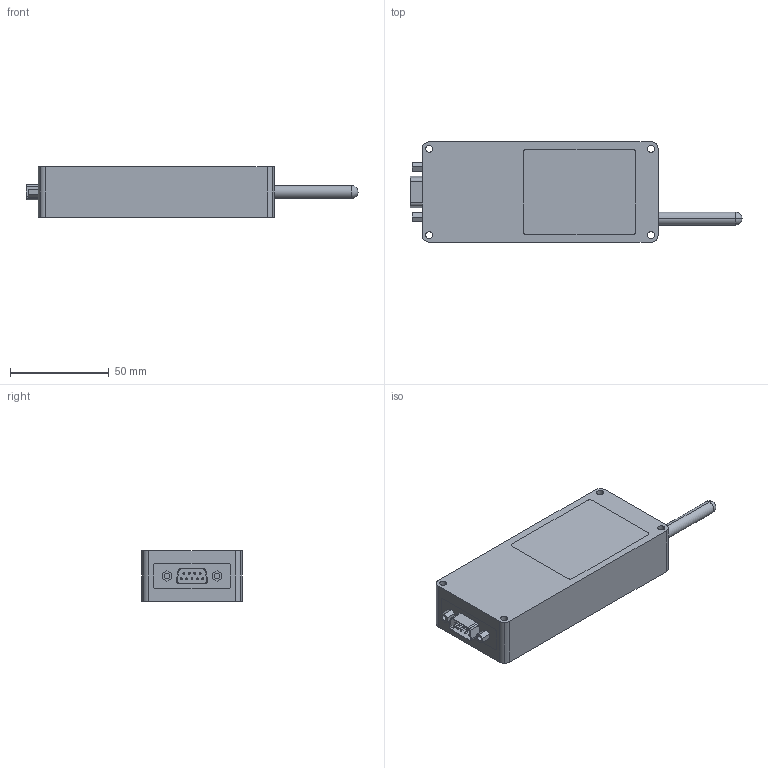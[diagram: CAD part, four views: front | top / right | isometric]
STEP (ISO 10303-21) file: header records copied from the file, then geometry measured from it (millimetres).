
FILE_DESCRIPTION((''),'2;1');
FILE_NAME('rcmodem.stp','2002-01-13T13:23:31',('Administrator'),(''),'Autodesk Inventor (tm) 3.0','Autodesk Inventor (tm) 3.0','');
FILE_SCHEMA(('CONFIG_CONTROL_DESIGN'));
Length unit declared in the file: inch
Products named in the file (5): rcmodem; rcmodem1; rcmodem2; rcmodem3; rcmodem4
Assembly tree (4 placements, depth 2):
  rcmodem
    rcmodem1
    rcmodem2
    rcmodem3
    rcmodem4
Bounding box: 168.03 x 50.8 x 25.4 mm (x, y, z)
Volume: 154376 mm3; surface area: 29770.1 mm2
Topology: 4 solids, 4 shells, 154 faces, 388 edges, 257 vertices
Faces by surface type: cylinder 88, plane 64, sphere 2
Entity records: 5327 total; most frequent: DIRECTION 888, CARTESIAN_POINT 804, ORIENTED_EDGE 770, EDGE_CURVE 385, AXIS2_PLACEMENT_3D 340, VERTEX_POINT 256, VECTOR 208, LINE 208
